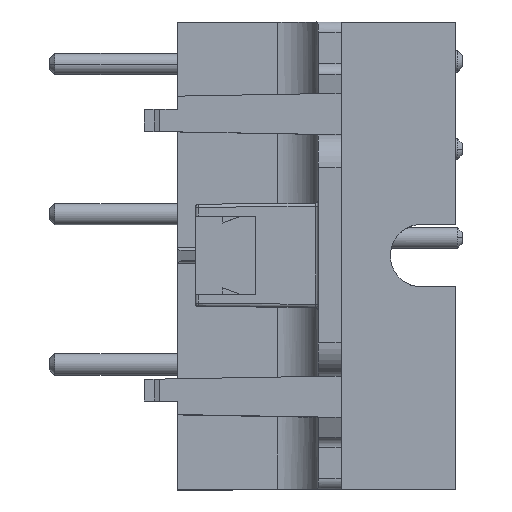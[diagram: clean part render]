
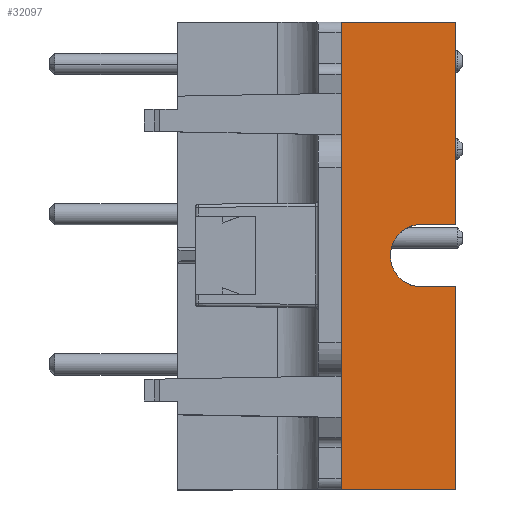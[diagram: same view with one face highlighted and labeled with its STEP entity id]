
A CAD part, top view. The second image highlights one B-rep face of the part: STEP entity #32097.
In plain terms, the highlighted planar face has unit normal (0, 0, 1).
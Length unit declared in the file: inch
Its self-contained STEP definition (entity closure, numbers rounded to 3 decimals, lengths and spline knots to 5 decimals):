
#115 = VECTOR ( 'NONE', #9509, 39.37008 ) ;
#170 = CARTESIAN_POINT ( 'NONE',  ( 0.59874, 0.82382, 1.02756 ) ) ;
#977 = CARTESIAN_POINT ( 'NONE',  ( 0.60964, -0.82382, 1.02756 ) ) ;
#1636 = VECTOR ( 'NONE', #2876, 39.37008 ) ;
#1863 = CARTESIAN_POINT ( 'NONE',  ( 0.59874, -0.82382, 1.02756 ) ) ;
#1884 = ORIENTED_EDGE ( 'NONE', *, *, #25817, .T. ) ;
#1959 = LINE ( 'NONE', #20555, #10459 ) ;
#2119 = DIRECTION ( 'NONE',  ( 0., 0., 1. ) ) ;
#2628 = EDGE_CURVE ( 'NONE', #19307, #29708, #1959, .T. ) ;
#2876 = DIRECTION ( 'NONE',  ( 1., 0., 0. ) ) ;
#3288 = LINE ( 'NONE', #17231, #15857 ) ;
#3770 = DIRECTION ( 'NONE',  ( 0., 1., 0. ) ) ;
#4232 = EDGE_CURVE ( 'NONE', #18856, #10824, #4355, .T. ) ;
#4355 = LINE ( 'NONE', #977, #19054 ) ;
#4451 = DIRECTION ( 'NONE',  ( 0., -1., 0. ) ) ;
#4801 = VERTEX_POINT ( 'NONE', #21279 ) ;
#4830 = EDGE_CURVE ( 'NONE', #21797, #20050, #5191, .T. ) ;
#5191 = LINE ( 'NONE', #23777, #24185 ) ;
#5434 = EDGE_CURVE ( 'NONE', #20050, #19307, #31952, .T. ) ;
#5687 = EDGE_CURVE ( 'NONE', #12408, #21797, #15492, .T. ) ;
#6159 = CARTESIAN_POINT ( 'NONE',  ( 1.05118, -0.88189, 1.02756 ) ) ;
#6703 = DIRECTION ( 'NONE',  ( -1., 0., 0. ) ) ;
#7631 = CARTESIAN_POINT ( 'NONE',  ( 0.62055, -0.88189, 1.02756 ) ) ;
#7735 = DIRECTION ( 'NONE',  ( 0., 1., 0. ) ) ;
#8589 = ORIENTED_EDGE ( 'NONE', *, *, #10664, .F. ) ;
#9002 = DIRECTION ( 'NONE',  ( 0., -1., 0. ) ) ;
#9260 = DIRECTION ( 'NONE',  ( -1., 0., 0. ) ) ;
#9439 = LINE ( 'NONE', #28371, #24767 ) ;
#9509 = DIRECTION ( 'NONE',  ( 0., -1., 0. ) ) ;
#9576 = LINE ( 'NONE', #17456, #20256 ) ;
#9720 = AXIS2_PLACEMENT_3D ( 'NONE', #30501, #19797, #17477 ) ;
#10039 = ORIENTED_EDGE ( 'NONE', *, *, #21259, .F. ) ;
#10459 = VECTOR ( 'NONE', #25732, 39.37008 ) ;
#10664 = EDGE_CURVE ( 'NONE', #4801, #26987, #13797, .T. ) ;
#10824 = VERTEX_POINT ( 'NONE', #34988 ) ;
#11275 = ORIENTED_EDGE ( 'NONE', *, *, #5434, .T. ) ;
#12408 = VERTEX_POINT ( 'NONE', #6159 ) ;
#12612 = ORIENTED_EDGE ( 'NONE', *, *, #4232, .T. ) ;
#13278 = CARTESIAN_POINT ( 'NONE',  ( 0.62055, 0.82382, 1.02756 ) ) ;
#13797 = LINE ( 'NONE', #32873, #1636 ) ;
#13995 = LINE ( 'NONE', #27895, #18198 ) ;
#14544 = LINE ( 'NONE', #17575, #115 ) ;
#14921 = DIRECTION ( 'NONE',  ( 1., 0., 0. ) ) ;
#15297 = VERTEX_POINT ( 'NONE', #13278 ) ;
#15492 = LINE ( 'NONE', #26371, #22832 ) ;
#15857 = VECTOR ( 'NONE', #9002, 39.37008 ) ;
#15937 = DIRECTION ( 'NONE',  ( -1., 0., 0. ) ) ;
#17020 = ORIENTED_EDGE ( 'NONE', *, *, #4830, .T. ) ;
#17035 = ORIENTED_EDGE ( 'NONE', *, *, #35275, .T. ) ;
#17231 = CARTESIAN_POINT ( 'NONE',  ( 0.62055, 0., 1.02756 ) ) ;
#17456 = CARTESIAN_POINT ( 'NONE',  ( 0.52559, -0.88189, 1.02756 ) ) ;
#17477 = DIRECTION ( 'NONE',  ( 0., 1., 0. ) ) ;
#17575 = CARTESIAN_POINT ( 'NONE',  ( 0.59874, 0., 1.02756 ) ) ;
#17981 = EDGE_CURVE ( 'NONE', #29708, #26987, #34517, .T. ) ;
#18198 = VECTOR ( 'NONE', #3770, 39.37008 ) ;
#18553 = VERTEX_POINT ( 'NONE', #7631 ) ;
#18856 = VERTEX_POINT ( 'NONE', #1863 ) ;
#19054 = VECTOR ( 'NONE', #14921, 39.37008 ) ;
#19182 = EDGE_CURVE ( 'NONE', #4801, #15297, #3288, .T. ) ;
#19307 = VERTEX_POINT ( 'NONE', #34508 ) ;
#19334 = EDGE_LOOP ( 'NONE', ( #17035, #1884, #12612, #26416, #10039, #25541, #17020, #11275, #24675, #24299, #8589, #35208 ) ) ;
#19797 = DIRECTION ( 'NONE',  ( 0., 0., -1. ) ) ;
#20050 = VERTEX_POINT ( 'NONE', #27673 ) ;
#20256 = VECTOR ( 'NONE', #6703, 39.37008 ) ;
#20373 = EDGE_CURVE ( 'NONE', #18553, #10824, #13995, .T. ) ;
#20555 = CARTESIAN_POINT ( 'NONE',  ( 0.82496, 0.11811, 1.02756 ) ) ;
#20780 = VERTEX_POINT ( 'NONE', #170 ) ;
#21259 = EDGE_CURVE ( 'NONE', #12408, #18553, #9576, .T. ) ;
#21279 = CARTESIAN_POINT ( 'NONE',  ( 0.62055, 0.88189, 1.02756 ) ) ;
#21797 = VERTEX_POINT ( 'NONE', #32646 ) ;
#22832 = VECTOR ( 'NONE', #27256, 39.37008 ) ;
#23777 = CARTESIAN_POINT ( 'NONE',  ( 0.82496, -0.11811, 1.02756 ) ) ;
#24083 = PLANE ( 'NONE',  #26665 ) ;
#24185 = VECTOR ( 'NONE', #15937, 39.37008 ) ;
#24299 = ORIENTED_EDGE ( 'NONE', *, *, #17981, .T. ) ;
#24675 = ORIENTED_EDGE ( 'NONE', *, *, #2628, .T. ) ;
#24767 = VECTOR ( 'NONE', #9260, 39.37008 ) ;
#25541 = ORIENTED_EDGE ( 'NONE', *, *, #5687, .T. ) ;
#25595 = CARTESIAN_POINT ( 'NONE',  ( 1.05118, 0.88189, 1.02756 ) ) ;
#25732 = DIRECTION ( 'NONE',  ( 1., 0., 0. ) ) ;
#25817 = EDGE_CURVE ( 'NONE', #20780, #18856, #14544, .T. ) ;
#26371 = CARTESIAN_POINT ( 'NONE',  ( 1.05118, 0., 1.02756 ) ) ;
#26416 = ORIENTED_EDGE ( 'NONE', *, *, #20373, .F. ) ;
#26665 = AXIS2_PLACEMENT_3D ( 'NONE', #26772, #2119, #4451 ) ;
#26772 = CARTESIAN_POINT ( 'NONE',  ( 0.59874, 0.88189, 1.02756 ) ) ;
#26842 = CARTESIAN_POINT ( 'NONE',  ( 1.05118, 0., 1.02756 ) ) ;
#26987 = VERTEX_POINT ( 'NONE', #25595 ) ;
#27256 = DIRECTION ( 'NONE',  ( 0., 1., 0. ) ) ;
#27673 = CARTESIAN_POINT ( 'NONE',  ( 0.92126, -0.11811, 1.02756 ) ) ;
#27895 = CARTESIAN_POINT ( 'NONE',  ( 0.62055, -0.85285, 1.02756 ) ) ;
#28371 = CARTESIAN_POINT ( 'NONE',  ( 0.60964, 0.82382, 1.02756 ) ) ;
#29561 = VECTOR ( 'NONE', #7735, 39.37008 ) ;
#29708 = VERTEX_POINT ( 'NONE', #31040 ) ;
#30501 = CARTESIAN_POINT ( 'NONE',  ( 0.92126, 0., 1.02756 ) ) ;
#31040 = CARTESIAN_POINT ( 'NONE',  ( 1.05118, 0.11811, 1.02756 ) ) ;
#31952 = CIRCLE ( 'NONE', #9720, 0.11811 ) ;
#31954 = FACE_OUTER_BOUND ( 'NONE', #19334, .T. ) ;
#32097 = ADVANCED_FACE ( 'NONE', ( #31954 ), #24083, .T. ) ;
#32646 = CARTESIAN_POINT ( 'NONE',  ( 1.05118, -0.11811, 1.02756 ) ) ;
#32873 = CARTESIAN_POINT ( 'NONE',  ( 0.52559, 0.88189, 1.02756 ) ) ;
#34508 = CARTESIAN_POINT ( 'NONE',  ( 0.92126, 0.11811, 1.02756 ) ) ;
#34517 = LINE ( 'NONE', #26842, #29561 ) ;
#34988 = CARTESIAN_POINT ( 'NONE',  ( 0.62055, -0.82382, 1.02756 ) ) ;
#35208 = ORIENTED_EDGE ( 'NONE', *, *, #19182, .T. ) ;
#35275 = EDGE_CURVE ( 'NONE', #15297, #20780, #9439, .T. ) ;
